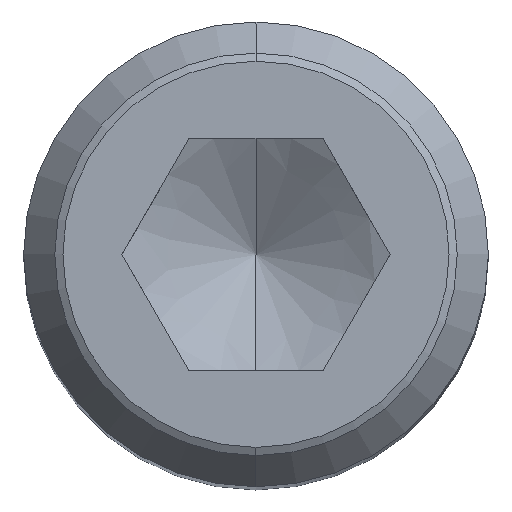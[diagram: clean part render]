
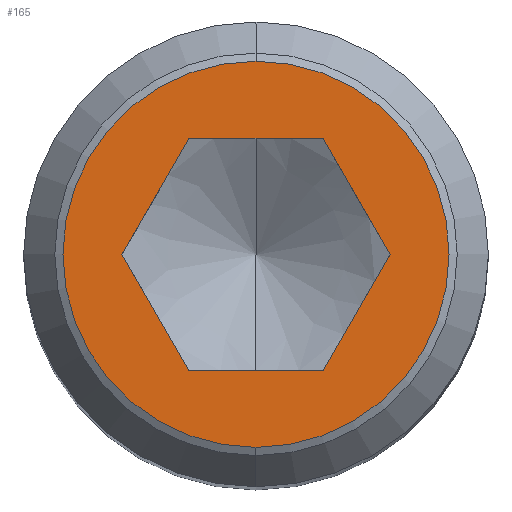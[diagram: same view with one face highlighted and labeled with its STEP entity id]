
A CAD part, top view. The second image highlights one B-rep face of the part: STEP entity #165.
In plain terms, the highlighted planar face has unit normal (0, 0, 1).
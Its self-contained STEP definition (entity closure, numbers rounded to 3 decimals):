
#165=ADVANCED_FACE('',(#415,#416),#417,.T.);
#249=VERTEX_POINT('',#509);
#255=VERTEX_POINT('',#515);
#259=EDGE_CURVE('',#249,#255,#519,.T.);
#285=VERTEX_POINT('',#545);
#289=VERTEX_POINT('',#549);
#291=EDGE_CURVE('',#289,#285,#551,.T.);
#295=VERTEX_POINT('',#555);
#299=EDGE_CURVE('',#285,#295,#559,.T.);
#305=VERTEX_POINT('',#565);
#309=EDGE_CURVE('',#295,#305,#569,.T.);
#311=VERTEX_POINT('',#571);
#313=EDGE_CURVE('',#311,#289,#573,.T.);
#325=VERTEX_POINT('',#585);
#327=EDGE_CURVE('',#325,#311,#587,.T.);
#333=EDGE_CURVE('',#305,#325,#593,.T.);
#335=EDGE_CURVE('',#255,#249,#595,.T.);
#415=FACE_OUTER_BOUND('',#665,.T.);
#416=FACE_BOUND('',#666,.T.);
#417=PLANE('',#667);
#509=CARTESIAN_POINT('',(0.,3.323,40.0));
#515=CARTESIAN_POINT('',(0.,-3.323,40.0));
#519=CIRCLE('',#804,3.323);
#545=CARTESIAN_POINT('',(-2.309,0.,40.0));
#549=CARTESIAN_POINT('',(-1.155,-2.0,40.0));
#551=LINE('',#883,#884);
#555=CARTESIAN_POINT('',(-1.155,2.0,40.0));
#559=LINE('',#897,#898);
#565=CARTESIAN_POINT('',(1.155,2.0,40.0));
#569=LINE('',#921,#922);
#571=CARTESIAN_POINT('',(1.155,-2.0,40.0));
#573=LINE('',#927,#928);
#585=CARTESIAN_POINT('',(2.309,0.,40.0));
#587=LINE('',#965,#966);
#593=LINE('',#985,#986);
#595=CIRCLE('',#989,3.323);
#665=EDGE_LOOP('',(#1144,#1145));
#666=EDGE_LOOP('',(#1146,#1147,#1148,#1149,#1150,#1151));
#667=AXIS2_PLACEMENT_3D('',#1152,#1153,#1154);
#804=AXIS2_PLACEMENT_3D('',#1252,#1253,#1254);
#883=CARTESIAN_POINT('',(-2.021,-0.5,40.0));
#884=VECTOR('',#1258,10.0);
#897=CARTESIAN_POINT('',(-1.443,1.5,40.0));
#898=VECTOR('',#1261,10.0);
#921=CARTESIAN_POINT('',(0.577,2.0,40.0));
#922=VECTOR('',#1263,10.0);
#927=CARTESIAN_POINT('',(-0.577,-2.0,40.0));
#928=VECTOR('',#1264,10.0);
#965=CARTESIAN_POINT('',(1.443,-1.5,40.0));
#966=VECTOR('',#1266,10.0);
#985=CARTESIAN_POINT('',(2.021,0.5,40.0));
#986=VECTOR('',#1268,10.0);
#989=AXIS2_PLACEMENT_3D('',#1269,#1270,#1271);
#1144=ORIENTED_EDGE('',*,*,#259,.T.);
#1145=ORIENTED_EDGE('',*,*,#335,.T.);
#1146=ORIENTED_EDGE('',*,*,#309,.T.);
#1147=ORIENTED_EDGE('',*,*,#333,.T.);
#1148=ORIENTED_EDGE('',*,*,#327,.T.);
#1149=ORIENTED_EDGE('',*,*,#313,.T.);
#1150=ORIENTED_EDGE('',*,*,#291,.T.);
#1151=ORIENTED_EDGE('',*,*,#299,.T.);
#1152=CARTESIAN_POINT('',(0.,1.7,40.0));
#1153=DIRECTION('',(0.0,0.0,1.0));
#1154=DIRECTION('',(1.0,-0.0,0.0));
#1252=CARTESIAN_POINT('',(0.,0.,40.0));
#1253=DIRECTION('',(0.0,0.0,1.0));
#1254=DIRECTION('',(0.,1.0,0.0));
#1258=DIRECTION('',(-0.5,0.866,0.0));
#1261=DIRECTION('',(0.5,0.866,0.0));
#1263=DIRECTION('',(1.0,0.,0.0));
#1264=DIRECTION('',(-1.0,0.,0.0));
#1266=DIRECTION('',(-0.5,-0.866,0.0));
#1268=DIRECTION('',(0.5,-0.866,0.0));
#1269=CARTESIAN_POINT('',(0.,0.,40.0));
#1270=DIRECTION('',(0.0,0.0,1.0));
#1271=DIRECTION('',(0.,1.0,0.0));
